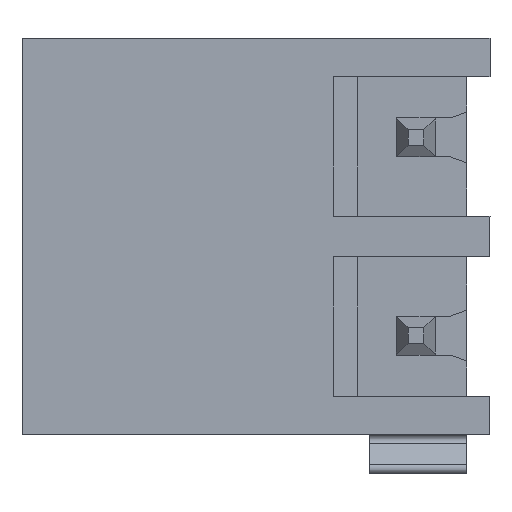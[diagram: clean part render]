
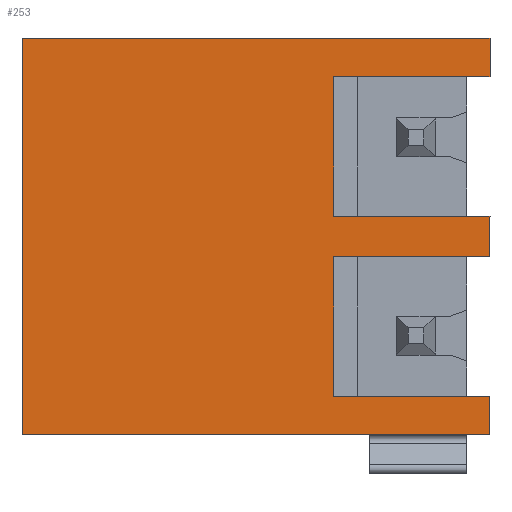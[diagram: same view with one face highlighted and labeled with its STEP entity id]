
A CAD part, front view. The second image highlights one B-rep face of the part: STEP entity #253.
In plain terms, the highlighted planar face has unit normal (0, -1, 0).
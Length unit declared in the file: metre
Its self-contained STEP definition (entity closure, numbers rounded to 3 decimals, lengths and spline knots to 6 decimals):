
#253=ADVANCED_FACE('',(#590),#591,.F.);
#590=FACE_OUTER_BOUND('',#1014,.T.);
#591=PLANE('',#1015);
#1014=EDGE_LOOP('',(#1692,#1693,#1694,#1695,#1696,#1697,#1698,#1699,#1700,#1701,#1702,#1703));
#1015=AXIS2_PLACEMENT_3D('',#1704,#1705,#1706);
#1692=ORIENTED_EDGE('',*,*,#2788,.F.);
#1693=ORIENTED_EDGE('',*,*,#2629,.T.);
#1694=ORIENTED_EDGE('',*,*,#2789,.T.);
#1695=ORIENTED_EDGE('',*,*,#2720,.F.);
#1696=ORIENTED_EDGE('',*,*,#2790,.F.);
#1697=ORIENTED_EDGE('',*,*,#2791,.T.);
#1698=ORIENTED_EDGE('',*,*,#2792,.T.);
#1699=ORIENTED_EDGE('',*,*,#2571,.F.);
#1700=ORIENTED_EDGE('',*,*,#2793,.T.);
#1701=ORIENTED_EDGE('',*,*,#2794,.T.);
#1702=ORIENTED_EDGE('',*,*,#2795,.F.);
#1703=ORIENTED_EDGE('',*,*,#2796,.F.);
#1704=CARTESIAN_POINT('',(0.243133,0.189167,0.10804));
#1705=DIRECTION('',(0.,1.0,0.));
#1706=DIRECTION('',(1.0,0.,0.));
#2571=EDGE_CURVE('',#3076,#3078,#3079,.T.);
#2629=EDGE_CURVE('',#3184,#3182,#3185,.T.);
#2720=EDGE_CURVE('',#3329,#3330,#3331,.T.);
#2788=EDGE_CURVE('',#3184,#3434,#3435,.T.);
#2789=EDGE_CURVE('',#3182,#3330,#3436,.T.);
#2790=EDGE_CURVE('',#3437,#3329,#3438,.T.);
#2791=EDGE_CURVE('',#3437,#3439,#3440,.T.);
#2792=EDGE_CURVE('',#3439,#3078,#3441,.T.);
#2793=EDGE_CURVE('',#3076,#3442,#3443,.T.);
#2794=EDGE_CURVE('',#3442,#3444,#3445,.T.);
#2795=EDGE_CURVE('',#3446,#3444,#3447,.T.);
#2796=EDGE_CURVE('',#3434,#3446,#3448,.T.);
#3076=VERTEX_POINT('',#3811);
#3078=VERTEX_POINT('',#3814);
#3079=LINE('',#3815,#3816);
#3182=VERTEX_POINT('',#3963);
#3184=VERTEX_POINT('',#3966);
#3185=LINE('',#3967,#3968);
#3329=VERTEX_POINT('',#4179);
#3330=VERTEX_POINT('',#4180);
#3331=LINE('',#4181,#4182);
#3434=VERTEX_POINT('',#4330);
#3435=LINE('',#4331,#4332);
#3436=LINE('',#4333,#4334);
#3437=VERTEX_POINT('',#4335);
#3438=LINE('',#4336,#4337);
#3439=VERTEX_POINT('',#4338);
#3440=LINE('',#4339,#4340);
#3441=LINE('',#4341,#4342);
#3442=VERTEX_POINT('',#4343);
#3443=LINE('',#4344,#4345);
#3444=VERTEX_POINT('',#4346);
#3445=LINE('',#4347,#4348);
#3446=VERTEX_POINT('',#4349);
#3447=LINE('',#4350,#4351);
#3448=LINE('',#4352,#4353);
#3811=CARTESIAN_POINT('',(0.255133,0.189167,0.09262));
#3814=CARTESIAN_POINT('',(0.243133,0.189167,0.09262));
#3815=CARTESIAN_POINT('',(0.243133,0.189167,0.09262));
#3816=VECTOR('',#4854,1.0);
#3963=CARTESIAN_POINT('',(0.251133,0.189167,0.09822));
#3966=CARTESIAN_POINT('',(0.255133,0.189167,0.09822));
#3967=CARTESIAN_POINT('',(0.252133,0.189167,0.09822));
#3968=VECTOR('',#4909,1.0);
#4179=CARTESIAN_POINT('',(0.255133,0.189167,0.1018));
#4180=CARTESIAN_POINT('',(0.251133,0.189167,0.1018));
#4181=CARTESIAN_POINT('',(0.252133,0.189167,0.1018));
#4182=VECTOR('',#4986,1.0);
#4330=CARTESIAN_POINT('',(0.255133,0.189167,0.09718));
#4331=CARTESIAN_POINT('',(0.255133,0.189167,0.09738));
#4332=VECTOR('',#5056,1.0);
#4333=CARTESIAN_POINT('',(0.251133,0.189167,0.10304));
#4334=VECTOR('',#5057,1.0);
#4335=CARTESIAN_POINT('',(0.255133,0.189167,0.10278));
#4336=CARTESIAN_POINT('',(0.255133,0.189167,0.10246));
#4337=VECTOR('',#5058,1.0);
#4338=CARTESIAN_POINT('',(0.243133,0.189167,0.10278));
#4339=CARTESIAN_POINT('',(0.243133,0.189167,0.10278));
#4340=VECTOR('',#5059,1.0);
#4341=CARTESIAN_POINT('',(0.243133,0.189167,0.103));
#4342=VECTOR('',#5060,1.0);
#4343=CARTESIAN_POINT('',(0.255133,0.189167,0.0936));
#4344=CARTESIAN_POINT('',(0.255133,0.189167,0.09294));
#4345=VECTOR('',#5061,1.0);
#4346=CARTESIAN_POINT('',(0.251133,0.189167,0.0936));
#4347=CARTESIAN_POINT('',(0.252133,0.189167,0.0936));
#4348=VECTOR('',#5062,1.0);
#4349=CARTESIAN_POINT('',(0.251133,0.189167,0.09718));
#4350=CARTESIAN_POINT('',(0.251133,0.189167,0.09086));
#4351=VECTOR('',#5063,1.0);
#4352=CARTESIAN_POINT('',(0.252133,0.189167,0.09718));
#4353=VECTOR('',#5064,1.0);
#4854=DIRECTION('',(-1.0,0.,0.));
#4909=DIRECTION('',(-1.0,0.,0.));
#4986=DIRECTION('',(-1.0,0.,0.));
#5056=DIRECTION('',(0.,0.,-1.0));
#5057=DIRECTION('',(0.,0.,1.0));
#5058=DIRECTION('',(0.,0.,-1.0));
#5059=DIRECTION('',(-1.0,0.,0.));
#5060=DIRECTION('',(0.,0.,-1.0));
#5061=DIRECTION('',(0.,0.,1.0));
#5062=DIRECTION('',(-1.0,0.,0.));
#5063=DIRECTION('',(0.,0.,-1.0));
#5064=DIRECTION('',(-1.0,0.,0.));
